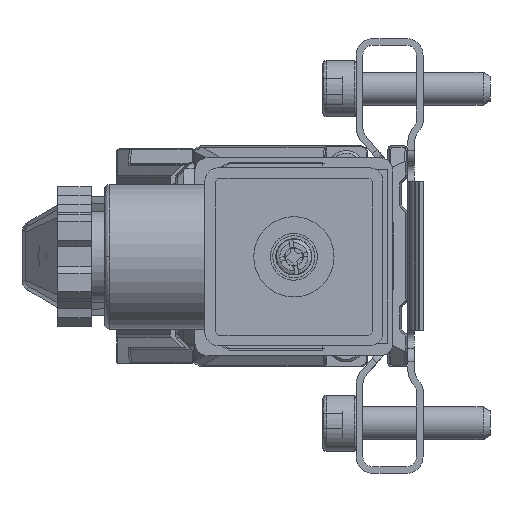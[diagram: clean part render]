
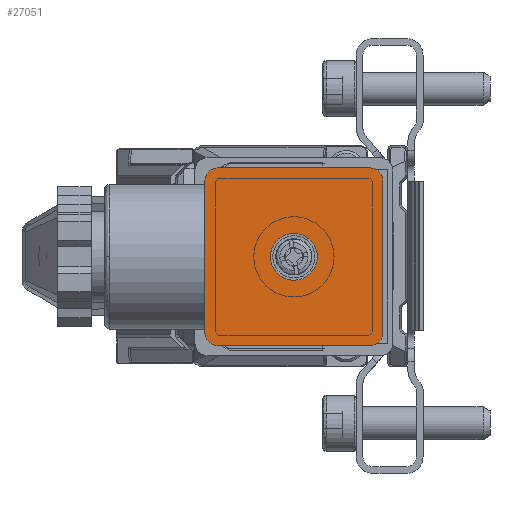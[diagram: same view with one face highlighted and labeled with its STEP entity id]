
A CAD part, left-side view. The second image highlights one B-rep face of the part: STEP entity #27051.
In plain terms, the highlighted planar face has unit normal (-1, 0, 0).
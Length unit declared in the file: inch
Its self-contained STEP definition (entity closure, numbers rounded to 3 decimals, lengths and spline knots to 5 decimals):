
#380 = DIRECTION ( 'NONE',  ( 0., 0., -1. ) ) ;
#1522 = ORIENTED_EDGE ( 'NONE', *, *, #21156, .F. ) ;
#1613 = VERTEX_POINT ( 'NONE', #26638 ) ;
#2197 = ORIENTED_EDGE ( 'NONE', *, *, #24341, .F. ) ;
#2953 = DIRECTION ( 'NONE',  ( 0., 1., 0. ) ) ;
#3449 = ORIENTED_EDGE ( 'NONE', *, *, #30587, .F. ) ;
#4041 = EDGE_LOOP ( 'NONE', ( #31056 ) ) ;
#4471 = AXIS2_PLACEMENT_3D ( 'NONE', #31011, #28370, #45445 ) ;
#4631 = DIRECTION ( 'NONE',  ( 0., 0., -1. ) ) ;
#5402 = VERTEX_POINT ( 'NONE', #37237 ) ;
#5558 = ORIENTED_EDGE ( 'NONE', *, *, #7989, .F. ) ;
#6494 = LINE ( 'NONE', #9367, #35299 ) ;
#7054 = CARTESIAN_POINT ( 'NONE',  ( -5.75591, 1.11473, -0.12903 ) ) ;
#7623 = DIRECTION ( 'NONE',  ( 0., -1., 0. ) ) ;
#7899 = CARTESIAN_POINT ( 'NONE',  ( -5.75591, 1.11473, -0.20777 ) ) ;
#7989 = EDGE_CURVE ( 'NONE', #41872, #35363, #44526, .T. ) ;
#8158 = ORIENTED_EDGE ( 'NONE', *, *, #12107, .F. ) ;
#8409 = ORIENTED_EDGE ( 'NONE', *, *, #41747, .F. ) ;
#9367 = CARTESIAN_POINT ( 'NONE',  ( -5.75591, 1.19347, -1.17628 ) ) ;
#9470 = CIRCLE ( 'NONE', #27558, 0.07874 ) ;
#10589 = CARTESIAN_POINT ( 'NONE',  ( -5.75591, 0.22496, -1.09754 ) ) ;
#10683 = CARTESIAN_POINT ( 'NONE',  ( -5.75591, 1.19347, -1.09754 ) ) ;
#10716 = CARTESIAN_POINT ( 'NONE',  ( -5.75591, 1.19347, -0.12903 ) ) ;
#11878 = CARTESIAN_POINT ( 'NONE',  ( -5.75591, 0.22496, -0.20777 ) ) ;
#12107 = EDGE_CURVE ( 'NONE', #34511, #44042, #26118, .T. ) ;
#13642 = VERTEX_POINT ( 'NONE', #16237 ) ;
#14782 = DIRECTION ( 'NONE',  ( -1., 0., 0. ) ) ;
#15239 = CIRCLE ( 'NONE', #39414, 0.07874 ) ;
#16237 = CARTESIAN_POINT ( 'NONE',  ( -5.75591, 1.11473, -1.17628 ) ) ;
#16870 = EDGE_LOOP ( 'NONE', ( #8409, #3449, #8158, #32164, #23195, #5558, #2197, #1522 ) ) ;
#17028 = VERTEX_POINT ( 'NONE', #35800 ) ;
#20945 = DIRECTION ( 'NONE',  ( 1., 0., 0. ) ) ;
#21042 = CIRCLE ( 'NONE', #29346, 0.07874 ) ;
#21093 = AXIS2_PLACEMENT_3D ( 'NONE', #7899, #33444, #39424 ) ;
#21156 = EDGE_CURVE ( 'NONE', #13642, #28332, #21042, .T. ) ;
#21431 = DIRECTION ( 'NONE',  ( 0., -1., 0. ) ) ;
#22167 = DIRECTION ( 'NONE',  ( 0., 0., 1. ) ) ;
#22602 = CARTESIAN_POINT ( 'NONE',  ( -5.75591, 0.14622, -1.09754 ) ) ;
#23195 = ORIENTED_EDGE ( 'NONE', *, *, #31515, .F. ) ;
#23763 = CARTESIAN_POINT ( 'NONE',  ( -5.75591, 0.14622, -0.20777 ) ) ;
#24113 = FACE_BOUND ( 'NONE', #4041, .T. ) ;
#24341 = EDGE_CURVE ( 'NONE', #28332, #41872, #42991, .T. ) ;
#24706 = EDGE_CURVE ( 'NONE', #1613, #1613, #27868, .T. ) ;
#26118 = LINE ( 'NONE', #43627, #41634 ) ;
#26287 = DIRECTION ( 'NONE',  ( 1., 0., 0. ) ) ;
#26638 = CARTESIAN_POINT ( 'NONE',  ( -5.75591, 0.66984, -0.79045 ) ) ;
#27051 = ADVANCED_FACE ( 'NONE', ( #45877, #24113 ), #42790, .F. ) ;
#27558 = AXIS2_PLACEMENT_3D ( 'NONE', #11878, #26287, #40729 ) ;
#27868 = CIRCLE ( 'NONE', #34691, 0.1378 ) ;
#28332 = VERTEX_POINT ( 'NONE', #10683 ) ;
#28370 = DIRECTION ( 'NONE',  ( 1., 0., 0. ) ) ;
#29346 = AXIS2_PLACEMENT_3D ( 'NONE', #40388, #31158, #30450 ) ;
#30450 = DIRECTION ( 'NONE',  ( 0., -1., 0. ) ) ;
#30587 = EDGE_CURVE ( 'NONE', #44042, #5402, #15239, .T. ) ;
#31011 = CARTESIAN_POINT ( 'NONE',  ( -5.75591, 1.19347, -1.17628 ) ) ;
#31056 = ORIENTED_EDGE ( 'NONE', *, *, #24706, .F. ) ;
#31158 = DIRECTION ( 'NONE',  ( 1., 0., 0. ) ) ;
#31515 = EDGE_CURVE ( 'NONE', #35363, #17028, #32451, .T. ) ;
#32030 = CARTESIAN_POINT ( 'NONE',  ( -5.75591, 1.19347, -0.20777 ) ) ;
#32164 = ORIENTED_EDGE ( 'NONE', *, *, #39074, .F. ) ;
#32293 = CARTESIAN_POINT ( 'NONE',  ( -5.75591, 0.66984, -0.65265 ) ) ;
#32451 = LINE ( 'NONE', #10716, #45531 ) ;
#33444 = DIRECTION ( 'NONE',  ( 1., 0., 0. ) ) ;
#34511 = VERTEX_POINT ( 'NONE', #23763 ) ;
#34691 = AXIS2_PLACEMENT_3D ( 'NONE', #32293, #14782, #380 ) ;
#35299 = VECTOR ( 'NONE', #2953, 39.37008 ) ;
#35363 = VERTEX_POINT ( 'NONE', #7054 ) ;
#35800 = CARTESIAN_POINT ( 'NONE',  ( -5.75591, 0.22496, -0.12903 ) ) ;
#37237 = CARTESIAN_POINT ( 'NONE',  ( -5.75591, 0.22496, -1.17628 ) ) ;
#39074 = EDGE_CURVE ( 'NONE', #17028, #34511, #9470, .T. ) ;
#39414 = AXIS2_PLACEMENT_3D ( 'NONE', #10589, #20945, #21431 ) ;
#39424 = DIRECTION ( 'NONE',  ( 0., -1., 0. ) ) ;
#40388 = CARTESIAN_POINT ( 'NONE',  ( -5.75591, 1.11473, -1.09754 ) ) ;
#40729 = DIRECTION ( 'NONE',  ( 0., -1., 0. ) ) ;
#41634 = VECTOR ( 'NONE', #4631, 39.37008 ) ;
#41747 = EDGE_CURVE ( 'NONE', #5402, #13642, #6494, .T. ) ;
#41872 = VERTEX_POINT ( 'NONE', #32030 ) ;
#42790 = PLANE ( 'NONE',  #4471 ) ;
#42991 = LINE ( 'NONE', #43454, #45247 ) ;
#43454 = CARTESIAN_POINT ( 'NONE',  ( -5.75591, 1.19347, -1.17628 ) ) ;
#43627 = CARTESIAN_POINT ( 'NONE',  ( -5.75591, 0.14622, -1.17628 ) ) ;
#44042 = VERTEX_POINT ( 'NONE', #22602 ) ;
#44526 = CIRCLE ( 'NONE', #21093, 0.07874 ) ;
#45247 = VECTOR ( 'NONE', #22167, 39.37008 ) ;
#45445 = DIRECTION ( 'NONE',  ( 0., 0., 1. ) ) ;
#45531 = VECTOR ( 'NONE', #7623, 39.37008 ) ;
#45877 = FACE_OUTER_BOUND ( 'NONE', #16870, .T. ) ;
